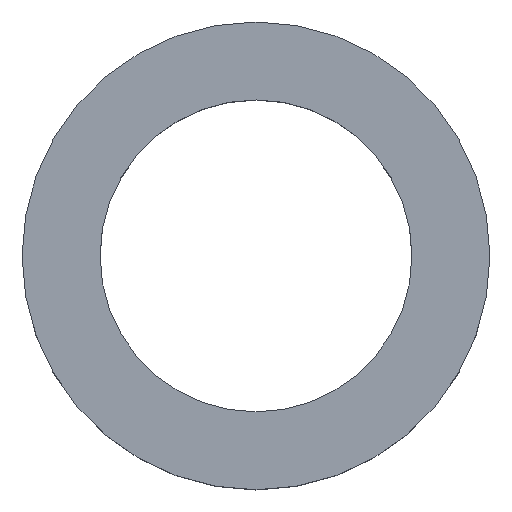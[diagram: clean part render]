
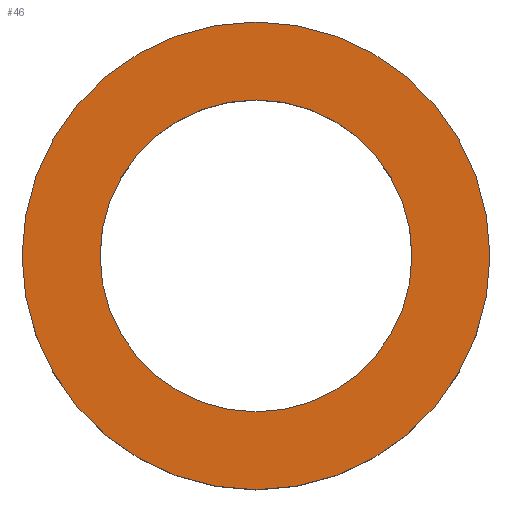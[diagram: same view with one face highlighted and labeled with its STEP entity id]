
A CAD part, top view. The second image highlights one B-rep face of the part: STEP entity #46.
In plain terms, the highlighted planar face has unit normal (0, 0, 1).
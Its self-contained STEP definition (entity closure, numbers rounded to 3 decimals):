
#1=CARTESIAN_POINT('POINT1',(-4.763,0.,2.388));
#2=VERTEX_POINT('VERTEX1',#1);
#3=CARTESIAN_POINT('POINT2',(4.763,0.,2.388));
#4=VERTEX_POINT('VERTEX2',#3);
#5=CARTESIAN_POINT('POS1',(0.,0.,2.388));
#6=DIRECTION('DIR1',(0.,0.,1.));
#7=DIRECTION('DIR2',(-1.,0.,0.));
#8=AXIS2_PLACEMENT_3D('AXIS1',#5,#6,#7);
#9=CIRCLE('ELLIPSE1',#8,4.763);
#10=EDGE_CURVE('EDGE1',#2,#4,#9,.T.);
#11=ORIENTED_EDGE('COEDGE1',*,*,#10,.T.);
#12=CARTESIAN_POINT('POS2',(0.,0.,2.388));
#13=DIRECTION('DIR3',(0.,0.,1.));
#14=DIRECTION('DIR4',(1.,0.,0.));
#15=AXIS2_PLACEMENT_3D('AXIS2',#12,#13,#14);
#16=CIRCLE('ELLIPSE2',#15,4.763);
#17=EDGE_CURVE('EDGE2',#4,#2,#16,.T.);
#18=ORIENTED_EDGE('COEDGE2',*,*,#17,.T.);
#19=EDGE_LOOP('NONE',(#11,#18));
#20=FACE_BOUND('LOOP1',#19,.T.);
#21=CARTESIAN_POINT('POINT3',(3.175,0.,2.388));
#22=VERTEX_POINT('VERTEX3',#21);
#23=CARTESIAN_POINT('POINT4',(-3.175,0.,2.388));
#24=VERTEX_POINT('VERTEX4',#23);
#25=CARTESIAN_POINT('POS3',(0.,0.,2.388));
#26=DIRECTION('DIR5',(0.,0.,-1.));
#27=DIRECTION('DIR6',(1.,0.,0.));
#28=AXIS2_PLACEMENT_3D('AXIS3',#25,#26,#27);
#29=CIRCLE('ELLIPSE3',#28,3.175);
#30=EDGE_CURVE('EDGE3',#22,#24,#29,.T.);
#31=ORIENTED_EDGE('COEDGE3',*,*,#30,.T.);
#32=CARTESIAN_POINT('POS4',(0.,0.,2.388));
#33=DIRECTION('DIR7',(0.,0.,-1.));
#34=DIRECTION('DIR8',(-1.,0.,0.));
#35=AXIS2_PLACEMENT_3D('AXIS4',#32,#33,#34);
#36=CIRCLE('ELLIPSE4',#35,3.175);
#37=EDGE_CURVE('EDGE4',#24,#22,#36,.T.);
#38=ORIENTED_EDGE('COEDGE4',*,*,#37,.T.);
#39=EDGE_LOOP('NONE',(#31,#38));
#40=FACE_BOUND('LOOP1',#39,.T.);
#41=CARTESIAN_POINT('POS5',(0.,0.,2.388));
#42=DIRECTION('DIR9',(0.,0.,1.));
#43=DIRECTION('DIR10',(1.,0.,0.));
#44=AXIS2_PLACEMENT_3D('AXIS5',#41,#42,#43);
#45=PLANE('PLANE1',#44);
#46=ADVANCED_FACE('FACE1',(#20,#40),#45,.T.);
